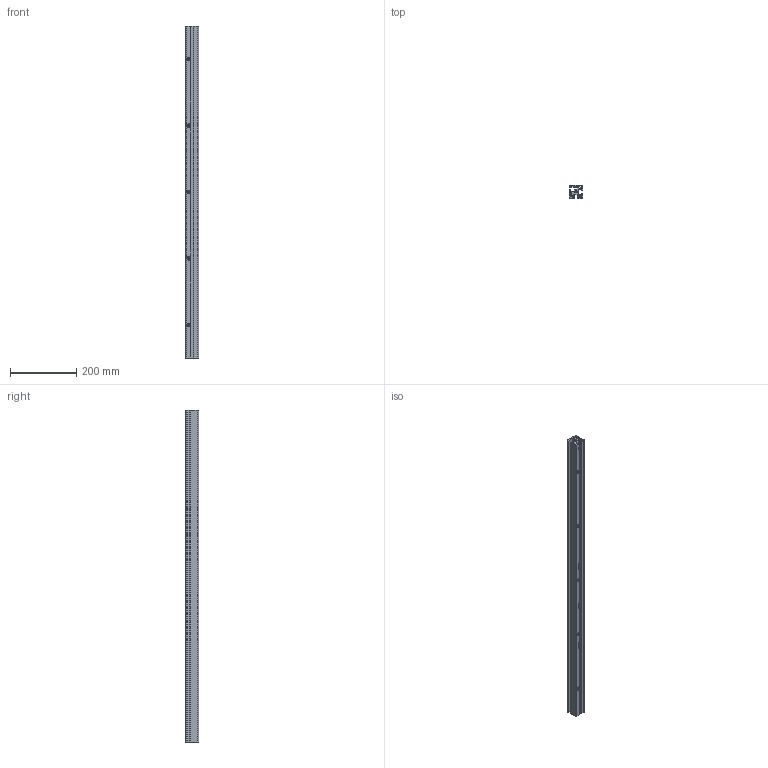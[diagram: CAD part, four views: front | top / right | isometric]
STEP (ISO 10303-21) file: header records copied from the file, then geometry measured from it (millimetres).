
FILE_DESCRIPTION(/* description */ (''),/* implementation_level */ '2;1');
FILE_NAME(/* name */ '10112_KriTec_Klemmprofil_8_40x40.stp',/* time_stamp */ '2014-10-06T10:51:09+02:00',/* author */ ('kostic'),/* organization */ (''),/* preprocessor_version */ 'ST-DEVELOPER v15.2',/* originating_system */ 'Autodesk Inventor 2014',/* authorisation */ '');
FILE_SCHEMA (('AUTOMOTIVE_DESIGN { 1 0 10303 214 3 1 1 }'));
Length unit declared in the file: millimetre
Products named in the file (1): 10112_KriTec_Klemmprofil_8_40x40
Bounding box: 40 x 40 x 1000 mm (x, y, z)
Volume: 749006.5 mm3; surface area: 410008.8 mm2
Topology: 1 solids, 1 shells, 168 faces, 563 edges, 372 vertices
Faces by surface type: cylinder 86, plane 82
Full cylindrical faces by diameter (mm): 4.917 x5, 6.8 x1, 10.5 x5
Entity records: 6502 total; most frequent: CARTESIAN_POINT 1663, ORIENTED_EDGE 1064, DIRECTION 967, EDGE_CURVE 532, VERTEX_POINT 357, AXIS2_PLACEMENT_3D 331, LINE 305, VECTOR 305
